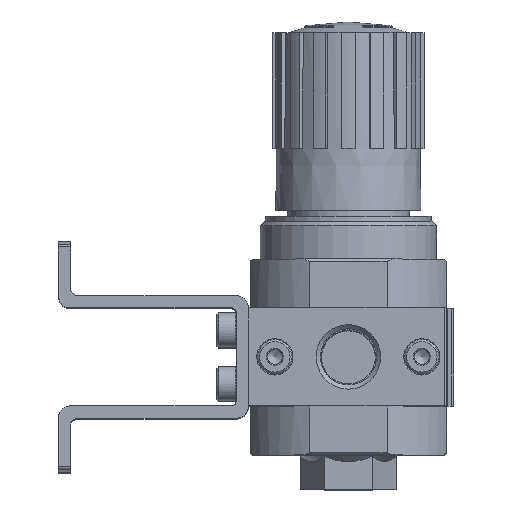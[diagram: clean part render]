
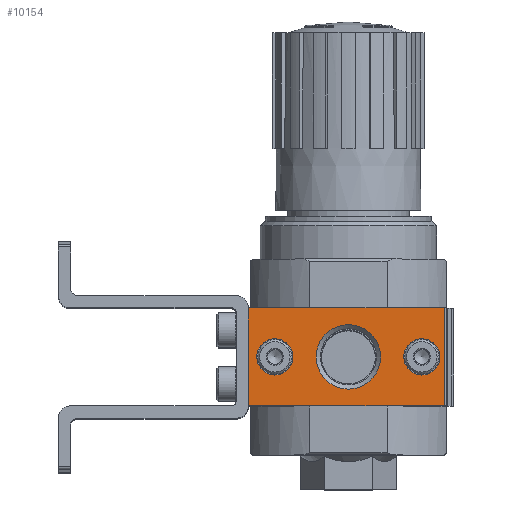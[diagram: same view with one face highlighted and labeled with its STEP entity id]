
A CAD part, top view. The second image highlights one B-rep face of the part: STEP entity #10154.
In plain terms, the highlighted face is planar.
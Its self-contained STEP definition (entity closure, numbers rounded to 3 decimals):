
#410=PLANE('',#10966);
#788=LINE('',#15568,#1434);
#792=LINE('',#15576,#1438);
#795=LINE('',#15582,#1441);
#797=LINE('',#15589,#1443);
#1434=VECTOR('',#12633,1000.);
#1438=VECTOR('',#12639,1000.);
#1441=VECTOR('',#12644,1000.);
#1443=VECTOR('',#12652,1000.);
#2881=ORIENTED_EDGE('',*,*,#4898,.T.);
#2882=ORIENTED_EDGE('',*,*,#4899,.T.);
#2883=ORIENTED_EDGE('',*,*,#4900,.T.);
#2884=ORIENTED_EDGE('',*,*,#4886,.T.);
#2885=ORIENTED_EDGE('',*,*,#4890,.T.);
#2886=ORIENTED_EDGE('',*,*,#4893,.T.);
#2887=ORIENTED_EDGE('',*,*,#4897,.T.);
#4886=EDGE_CURVE('',#5991,#5990,#788,.T.);
#4890=EDGE_CURVE('',#5990,#5993,#792,.T.);
#4893=EDGE_CURVE('',#5993,#5995,#795,.T.);
#4897=EDGE_CURVE('',#5995,#5991,#797,.T.);
#4898=EDGE_CURVE('',#5998,#5998,#6724,.T.);
#4899=EDGE_CURVE('',#5999,#5999,#6725,.T.);
#4900=EDGE_CURVE('',#6000,#6000,#6726,.T.);
#5990=VERTEX_POINT('',#15567);
#5991=VERTEX_POINT('',#15569);
#5993=VERTEX_POINT('',#15575);
#5995=VERTEX_POINT('',#15581);
#5998=VERTEX_POINT('',#15592);
#5999=VERTEX_POINT('',#15594);
#6000=VERTEX_POINT('',#15596);
#6724=CIRCLE('',#10967,3.7);
#6725=CIRCLE('',#10968,3.7);
#6726=CIRCLE('',#10969,6.579);
#7247=EDGE_LOOP('',(#2881));
#7248=EDGE_LOOP('',(#2882));
#7249=EDGE_LOOP('',(#2883));
#7250=EDGE_LOOP('',(#2884,#2885,#2886,#2887));
#7970=FACE_BOUND('',#7247,.T.);
#7971=FACE_BOUND('',#7248,.T.);
#7972=FACE_BOUND('',#7249,.T.);
#7973=FACE_BOUND('',#7250,.T.);
#10154=ADVANCED_FACE('',(#7970,#7971,#7972,#7973),#410,.T.);
#10966=AXIS2_PLACEMENT_3D('',#15590,#12653,#12654);
#10967=AXIS2_PLACEMENT_3D('',#15591,#12655,#12656);
#10968=AXIS2_PLACEMENT_3D('',#15593,#12657,#12658);
#10969=AXIS2_PLACEMENT_3D('',#15595,#12659,#12660);
#12633=DIRECTION('',(-1.,0.,0.));
#12639=DIRECTION('',(0.,0.,1.));
#12644=DIRECTION('',(1.,0.,0.));
#12652=DIRECTION('',(0.,0.,-1.));
#12653=DIRECTION('',(0.,1.,0.));
#12654=DIRECTION('',(0.,0.,1.));
#12655=DIRECTION('',(0.,-1.,0.));
#12656=DIRECTION('',(0.,0.,-1.));
#12657=DIRECTION('',(0.,-1.,0.));
#12658=DIRECTION('',(0.,0.,-1.));
#12659=DIRECTION('',(0.,-1.,0.));
#12660=DIRECTION('',(0.,0.,-1.));
#15567=CARTESIAN_POINT('',(-20.,12.,-10.));
#15568=CARTESIAN_POINT('',(20.,12.,-10.));
#15569=CARTESIAN_POINT('',(20.,12.,-10.));
#15575=CARTESIAN_POINT('',(-20.,12.,10.));
#15576=CARTESIAN_POINT('',(-20.,12.,-10.));
#15581=CARTESIAN_POINT('',(20.,12.,10.));
#15582=CARTESIAN_POINT('',(-20.,12.,10.));
#15589=CARTESIAN_POINT('',(20.,12.,10.));
#15590=CARTESIAN_POINT('',(0.,12.,0.));
#15591=CARTESIAN_POINT('',(-15.4,12.,0.));
#15592=CARTESIAN_POINT('',(-15.4,12.,-3.7));
#15593=CARTESIAN_POINT('',(14.6,12.,0.));
#15594=CARTESIAN_POINT('',(14.6,12.,-3.7));
#15595=CARTESIAN_POINT('',(-0.4,12.,0.));
#15596=CARTESIAN_POINT('',(-0.4,12.,-6.579));
